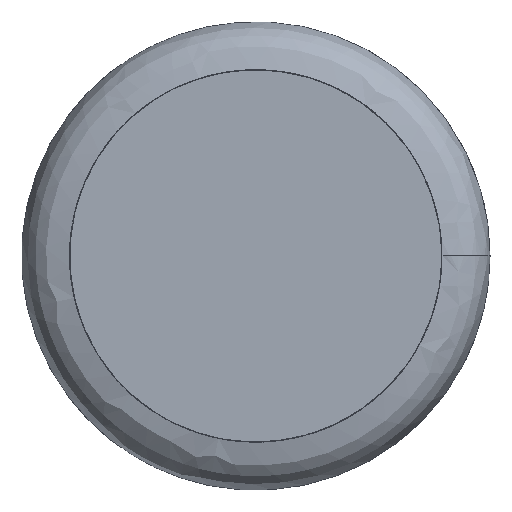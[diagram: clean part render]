
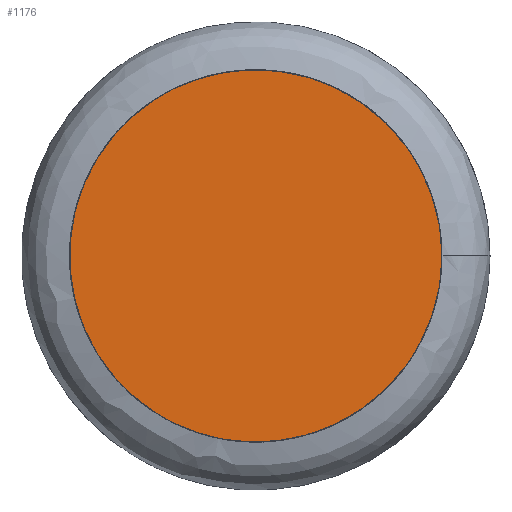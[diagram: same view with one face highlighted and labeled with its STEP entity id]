
A CAD part, top view. The second image highlights one B-rep face of the part: STEP entity #1176.
In plain terms, the highlighted free-form (B-spline) face has degree [1, 1] with [2, 2] control points.
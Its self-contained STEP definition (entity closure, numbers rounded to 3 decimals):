
#1176 = ADVANCED_FACE('',(#1177),#1191,.T.);
#1177 = FACE_BOUND('',#1178,.T.);
#1178 = EDGE_LOOP('',(#1179));
#1179 = ORIENTED_EDGE('',*,*,#1180,.T.);
#1180 = EDGE_CURVE('',#1181,#1181,#1183,.T.);
#1181 = VERTEX_POINT('',#1182);
#1182 = CARTESIAN_POINT('',(8.41,0.,1.628));
#1183 = ( BOUNDED_CURVE() B_SPLINE_CURVE(2,(#1184,#1185,#1186,#1187,
#1188,#1189,#1190),.UNSPECIFIED.,.T.,.F.) B_SPLINE_CURVE_WITH_KNOTS((1,2
    ,2,2,2,1),(-2.094,0.,2.094,4.189,
6.283,8.378),.UNSPECIFIED.) CURVE() 
GEOMETRIC_REPRESENTATION_ITEM() RATIONAL_B_SPLINE_CURVE((1.,0.5,1.,0.5,
1.,0.5,1.)) REPRESENTATION_ITEM('') );
#1184 = CARTESIAN_POINT('',(8.41,0.,1.628));
#1185 = CARTESIAN_POINT('',(8.41,14.567,1.628
    ));
#1186 = CARTESIAN_POINT('',(-4.205,7.283,1.628
    ));
#1187 = CARTESIAN_POINT('',(-16.82,0.,
    1.628));
#1188 = CARTESIAN_POINT('',(-4.205,-7.283,
    1.628));
#1189 = CARTESIAN_POINT('',(8.41,-14.567,1.628
    ));
#1190 = CARTESIAN_POINT('',(8.41,0.,1.628));
#1191 = B_SPLINE_SURFACE_WITH_KNOTS('',1,1,(
    (#1192,#1193)
    ,(#1194,#1195
    )),.UNSPECIFIED.,.F.,.F.,.F.,(2,2),(2,2),(-7.75,7.75),(-7.75,7.75),
  .PIECEWISE_BEZIER_KNOTS.);
#1192 = CARTESIAN_POINT('',(-8.41,-8.41,1.628
    ));
#1193 = CARTESIAN_POINT('',(-8.41,8.41,1.628)
  );
#1194 = CARTESIAN_POINT('',(8.41,-8.41,1.628)
  );
#1195 = CARTESIAN_POINT('',(8.41,8.41,1.628)
  );
